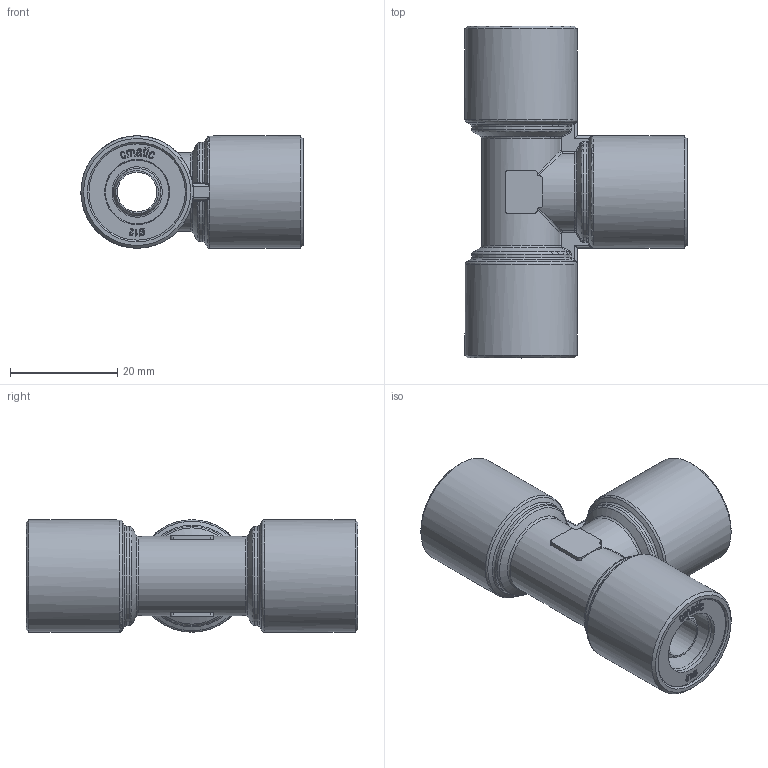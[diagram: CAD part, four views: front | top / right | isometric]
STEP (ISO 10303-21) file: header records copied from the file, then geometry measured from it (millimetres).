
FILE_DESCRIPTION(/* description */ ('STEP AP214'),/* implementation_level */ '2;1');
FILE_NAME(/* name */ 'T0196060',/* time_stamp */ '2023-05-11T14:48:15+02:00',/* author */ ('License CC BY-ND 4.0'),/* organization */ ('CADENAS'),/* preprocessor_version */ 'ST-DEVELOPER v19.3',/* originating_system */ 'PARTsolutions',/* authorisation */ ' ');
FILE_SCHEMA (('AP203_CONFIGURATION_CONTROLLED_3D_DESIGN_OF_MECHANICAL_PARTS_AND_ASSEMBLIES_MIM_LF { 1 0 10303 203 3 1 4 }','MODEL_BASED_INTEGRATED_MANUFACTURING_SCHEMA','AUTOMOTIVE_DESIGN {1 0 10303 214 3 1 1}'));
Length unit declared in the file: millimetre
Products named in the file (1): T0196060
Bounding box: 41.5 x 62 x 21 mm (x, y, z)
Volume: 16952.1 mm3; surface area: 12250.6 mm2
Topology: 1 solids, 1 shells, 628 faces, 1631 edges, 1056 vertices
Faces by surface type: bspline 262, plane 259, cylinder 67, torus 22, cone 18
Full cylindrical faces by diameter (mm): 7.4 x3, 8.5 x2, 8.8 x3, 12.15 x6, 18 x3, 21 x3
Entity records: 34548 total; most frequent: CARTESIAN_POINT 16719, ORIENTED_EDGE 3160, DIRECTION 1971, EDGE_CURVE 1580, VERTEX_POINT 1041, LINE 827, VECTOR 827, EDGE_LOOP 719
